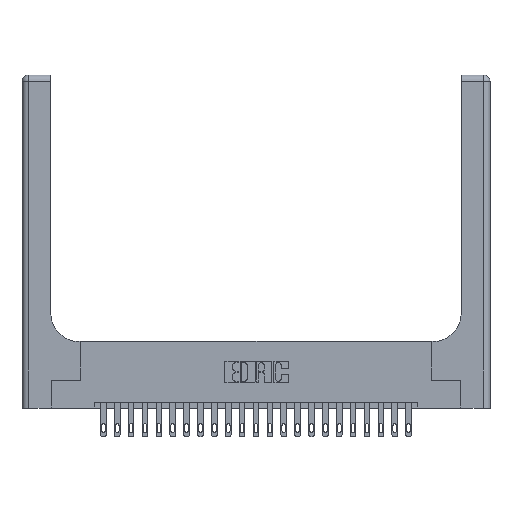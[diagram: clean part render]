
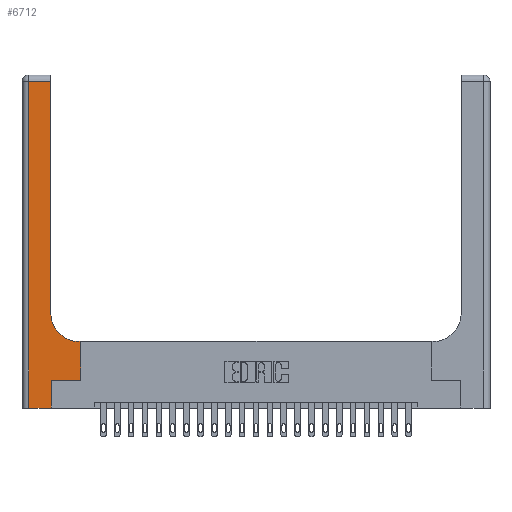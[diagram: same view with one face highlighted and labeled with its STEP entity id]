
A CAD part, top view. The second image highlights one B-rep face of the part: STEP entity #6712.
In plain terms, the highlighted planar face has unit normal (0, 0, 1).
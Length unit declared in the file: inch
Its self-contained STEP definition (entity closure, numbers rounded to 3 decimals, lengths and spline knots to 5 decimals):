
#614 = ORIENTED_EDGE ( 'NONE', *, *, #7907, .T. ) ;
#1154 = CARTESIAN_POINT ( 'NONE',  ( 0., 0., 0.37 ) ) ;
#1420 = EDGE_CURVE ( 'NONE', #15598, #10991, #6886, .T. ) ;
#1488 = CARTESIAN_POINT ( 'NONE',  ( 0.265, 0.25, 0.37 ) ) ;
#1608 = LINE ( 'NONE', #1488, #13517 ) ;
#1759 = EDGE_CURVE ( 'NONE', #2818, #6691, #18567, .T. ) ;
#2306 = EDGE_CURVE ( 'NONE', #4293, #5200, #20133, .T. ) ;
#2818 = VERTEX_POINT ( 'NONE', #16566 ) ;
#2919 = DIRECTION ( 'NONE',  ( 1., 0., 0. ) ) ;
#2943 = CARTESIAN_POINT ( 'NONE',  ( 0.528, 0.25, 0.37 ) ) ;
#2976 = LINE ( 'NONE', #19434, #3029 ) ;
#3029 = VECTOR ( 'NONE', #5401, 39.37008 ) ;
#3035 = LINE ( 'NONE', #1154, #22061 ) ;
#3126 = EDGE_CURVE ( 'NONE', #10637, #19535, #15615, .T. ) ;
#3325 = AXIS2_PLACEMENT_3D ( 'NONE', #7027, #17901, #21071 ) ;
#3473 = CARTESIAN_POINT ( 'NONE',  ( 0.06, 0., 0.37 ) ) ;
#4293 = VERTEX_POINT ( 'NONE', #6046 ) ;
#4579 = CARTESIAN_POINT ( 'NONE',  ( 0.265, 0.25, 0.37 ) ) ;
#4873 = DIRECTION ( 'NONE',  ( 0., -1., 0. ) ) ;
#4999 = ORIENTED_EDGE ( 'NONE', *, *, #5812, .T. ) ;
#5069 = DIRECTION ( 'NONE',  ( 0., 1., 0. ) ) ;
#5200 = VERTEX_POINT ( 'NONE', #4579 ) ;
#5245 = CARTESIAN_POINT ( 'NONE',  ( 0.528, 0.25, 0.37 ) ) ;
#5279 = PLANE ( 'NONE',  #3325 ) ;
#5401 = DIRECTION ( 'NONE',  ( -1., 0., 0. ) ) ;
#5480 = CARTESIAN_POINT ( 'NONE',  ( 0.51, 0.85, 0.37 ) ) ;
#5812 = EDGE_CURVE ( 'NONE', #5200, #15598, #1608, .T. ) ;
#6046 = CARTESIAN_POINT ( 'NONE',  ( 0.265, 0., 0.37 ) ) ;
#6486 = LINE ( 'NONE', #11866, #20962 ) ;
#6691 = VERTEX_POINT ( 'NONE', #19316 ) ;
#6712 = ADVANCED_FACE ( 'NONE', ( #10422 ), #5279, .F. ) ;
#6886 = LINE ( 'NONE', #5245, #20569 ) ;
#7027 = CARTESIAN_POINT ( 'NONE',  ( 0., 3., 0.37 ) ) ;
#7824 = ORIENTED_EDGE ( 'NONE', *, *, #2306, .T. ) ;
#7884 = EDGE_CURVE ( 'NONE', #6691, #10637, #6486, .T. ) ;
#7907 = EDGE_CURVE ( 'NONE', #10991, #18071, #2976, .T. ) ;
#8626 = EDGE_LOOP ( 'NONE', ( #22583, #12282, #20836, #19509, #7824, #4999, #21664, #614, #16317 ) ) ;
#10422 = FACE_OUTER_BOUND ( 'NONE', #8626, .T. ) ;
#10637 = VERTEX_POINT ( 'NONE', #17649 ) ;
#10737 = CIRCLE ( 'NONE', #23062, 0.25 ) ;
#10991 = VERTEX_POINT ( 'NONE', #20904 ) ;
#11866 = CARTESIAN_POINT ( 'NONE',  ( 0., 2.94, 0.37 ) ) ;
#12282 = ORIENTED_EDGE ( 'NONE', *, *, #7884, .T. ) ;
#13517 = VECTOR ( 'NONE', #22785, 39.37008 ) ;
#14855 = DIRECTION ( 'NONE',  ( 0., 1., 0. ) ) ;
#15272 = CARTESIAN_POINT ( 'NONE',  ( 0.51, 0.6, 0.37 ) ) ;
#15584 = CARTESIAN_POINT ( 'NONE',  ( 0.26, 3., 0.37 ) ) ;
#15598 = VERTEX_POINT ( 'NONE', #2943 ) ;
#15615 = LINE ( 'NONE', #20901, #18152 ) ;
#16242 = CARTESIAN_POINT ( 'NONE',  ( 0.265, 0., 0.37 ) ) ;
#16317 = ORIENTED_EDGE ( 'NONE', *, *, #19081, .T. ) ;
#16326 = DIRECTION ( 'NONE',  ( 1., 0., 0. ) ) ;
#16450 = VECTOR ( 'NONE', #5069, 39.37008 ) ;
#16566 = CARTESIAN_POINT ( 'NONE',  ( 0.26, 0.85, 0.37 ) ) ;
#17649 = CARTESIAN_POINT ( 'NONE',  ( 0.06, 2.94, 0.37 ) ) ;
#17874 = DIRECTION ( 'NONE',  ( 0., 0., -1. ) ) ;
#17901 = DIRECTION ( 'NONE',  ( 0., 0., -1. ) ) ;
#18071 = VERTEX_POINT ( 'NONE', #15272 ) ;
#18152 = VECTOR ( 'NONE', #4873, 39.37008 ) ;
#18396 = VECTOR ( 'NONE', #14855, 39.37008 ) ;
#18567 = LINE ( 'NONE', #15584, #16450 ) ;
#18695 = DIRECTION ( 'NONE',  ( 0., 1., 0. ) ) ;
#19081 = EDGE_CURVE ( 'NONE', #18071, #2818, #10737, .T. ) ;
#19316 = CARTESIAN_POINT ( 'NONE',  ( 0.26, 2.94, 0.37 ) ) ;
#19434 = CARTESIAN_POINT ( 'NONE',  ( 0.26, 0.6, 0.37 ) ) ;
#19509 = ORIENTED_EDGE ( 'NONE', *, *, #22582, .T. ) ;
#19535 = VERTEX_POINT ( 'NONE', #3473 ) ;
#20133 = LINE ( 'NONE', #16242, #18396 ) ;
#20569 = VECTOR ( 'NONE', #18695, 39.37008 ) ;
#20836 = ORIENTED_EDGE ( 'NONE', *, *, #3126, .T. ) ;
#20901 = CARTESIAN_POINT ( 'NONE',  ( 0.06, 3., 0.37 ) ) ;
#20904 = CARTESIAN_POINT ( 'NONE',  ( 0.528, 0.6, 0.37 ) ) ;
#20962 = VECTOR ( 'NONE', #21191, 39.37008 ) ;
#21071 = DIRECTION ( 'NONE',  ( -1., 0., 0. ) ) ;
#21191 = DIRECTION ( 'NONE',  ( -1., 0., 0. ) ) ;
#21664 = ORIENTED_EDGE ( 'NONE', *, *, #1420, .T. ) ;
#22061 = VECTOR ( 'NONE', #2919, 39.37008 ) ;
#22582 = EDGE_CURVE ( 'NONE', #19535, #4293, #3035, .T. ) ;
#22583 = ORIENTED_EDGE ( 'NONE', *, *, #1759, .T. ) ;
#22785 = DIRECTION ( 'NONE',  ( 1., 0., 0. ) ) ;
#23062 = AXIS2_PLACEMENT_3D ( 'NONE', #5480, #17874, #16326 ) ;
